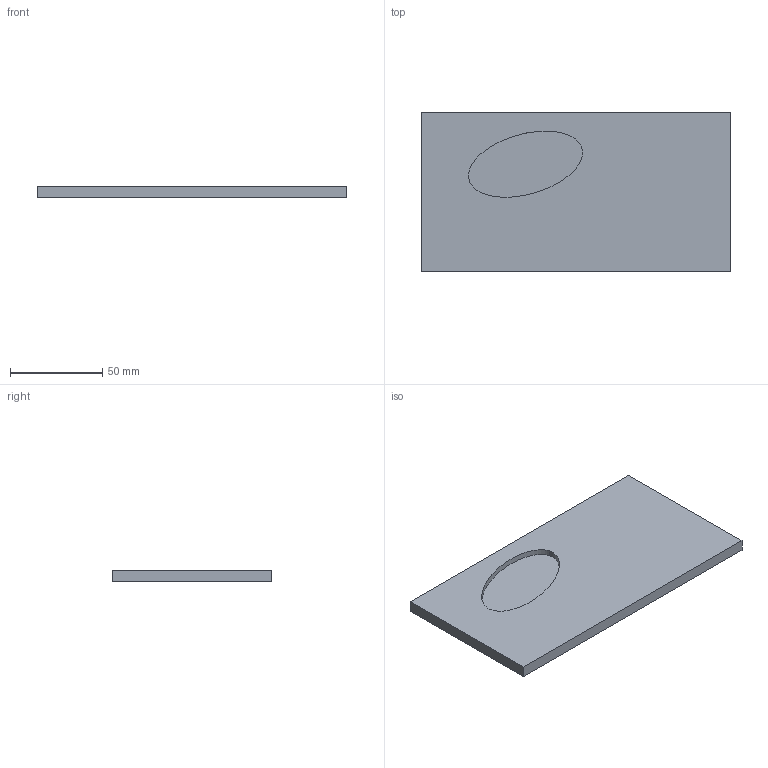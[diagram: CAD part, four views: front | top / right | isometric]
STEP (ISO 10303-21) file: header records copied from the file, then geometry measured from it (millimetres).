
FILE_DESCRIPTION (( 'STEP AP203' ), '1' );
FILE_NAME ('Issue Milled out pocket.STEP', '2017-02-03T23:33:02', ( '' ), ( '' ), 'SwSTEP 2.0', 'SolidWorks 2017', '' );
FILE_SCHEMA (( 'CONFIG_CONTROL_DESIGN' ));
Length unit declared in the file: inch
Products named in the file (1): Issue Milled out pocket
Bounding box: 167.78 x 86.68 x 6.35 mm (x, y, z)
Volume: 87174 mm3; surface area: 32811.5 mm2
Topology: 1 solids, 1 shells, 9 faces, 18 edges, 12 vertices
Faces by surface type: plane 7, bspline 2
Entity records: 317 total; most frequent: CARTESIAN_POINT 66, ORIENTED_EDGE 36, DIRECTION 30, EDGE_CURVE 18, VECTOR 14, LINE 14, VERTEX_POINT 12, EDGE_LOOP 10
